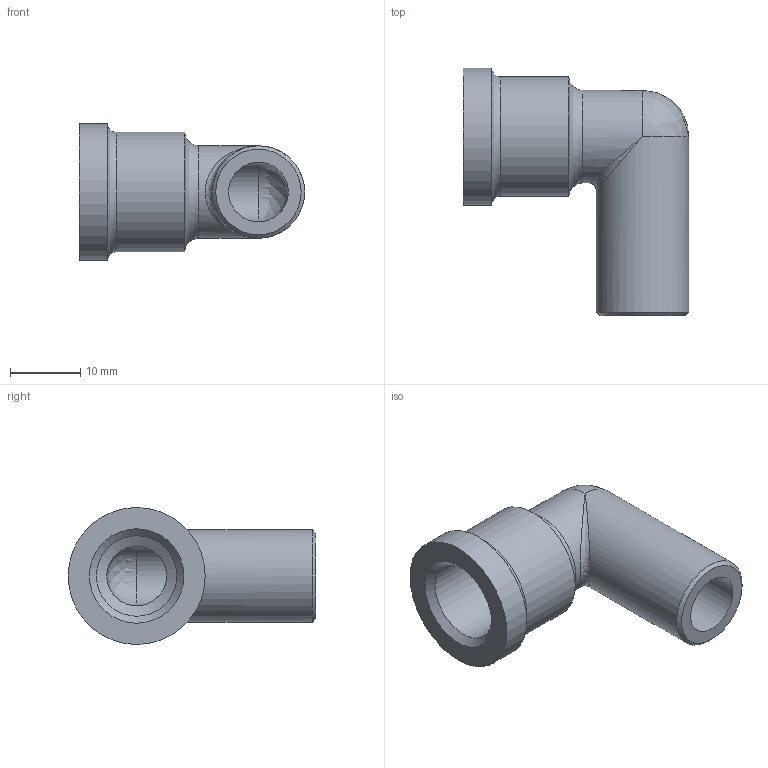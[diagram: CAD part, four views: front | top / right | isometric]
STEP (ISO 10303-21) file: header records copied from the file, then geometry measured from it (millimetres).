
FILE_DESCRIPTION((''),'2;1');
FILE_NAME('Winkelstueck G1_4 90° Messing A260011350.stp','2012-03-20T09:33:00',('002096'),(''),'Autodesk Inventor 2010','Autodesk Inventor 2010','');
FILE_SCHEMA(('AUTOMOTIVE_DESIGN { 1 0 10303 214 1 1 1 1 }'));
Length unit declared in the file: millimetre
Products named in the file (1): anwin01f
Bounding box: 32.08 x 35.25 x 19.5 mm (x, y, z)
Volume: 5049.2 mm3; surface area: 4121.3 mm2
Topology: 1 solids, 1 shells, 17 faces, 41 edges, 20 vertices
Faces by surface type: bspline 7, cylinder 6, cone 2, plane 2
Full cylindrical faces by diameter (mm): 8.5 x2, 13.157 x2, 17 x1, 19.5 x1
Entity records: 640 total; most frequent: CARTESIAN_POINT 329, DIRECTION 62, ORIENTED_EDGE 40, AXIS2_PLACEMENT_3D 31, EDGE_LOOP 31, EDGE_CURVE 20, VERTEX_POINT 17, FACE_OUTER_BOUND 17
